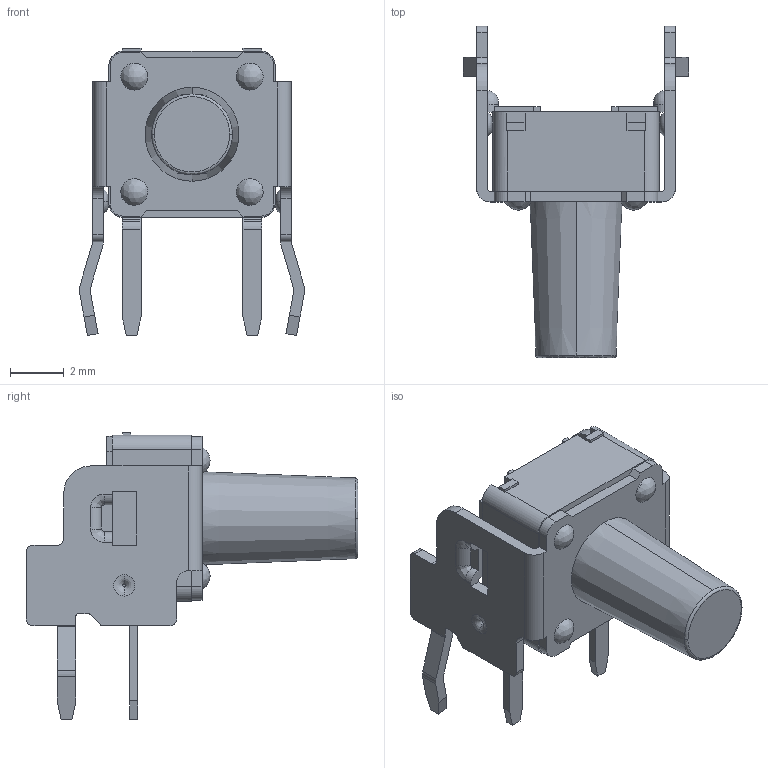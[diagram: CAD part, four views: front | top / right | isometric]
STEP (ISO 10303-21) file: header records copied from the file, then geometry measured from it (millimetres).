
FILE_DESCRIPTION (( 'STEP AP214' ), '1' );
FILE_NAME ('431256083716.STEP', '2025-02-09T12:14:26', ( '' ), ( '' ), 'SwSTEP 2.0', 'SolidWorks 2024', '' );
FILE_SCHEMA (( 'AUTOMOTIVE_DESIGN' ));
Length unit declared in the file: millimetre
Products named in the file (3): bracket; frame; 431256083716
Assembly tree (2 placements, depth 2):
  431256083716
    bracket
    frame
Bounding box: 8.4 x 12.35 x 10.7 mm (x, y, z)
Volume: 167.7 mm3; surface area: 470 mm2
Topology: 1 solids, 2 shells, 290 faces, 804 edges, 532 vertices
Faces by surface type: plane 190, cylinder 76, torus 12, bspline 10, cone 2
Entity records: 10061 total; most frequent: CARTESIAN_POINT 2008, ORIENTED_EDGE 1604, DIRECTION 1546, EDGE_CURVE 804, VECTOR 590, LINE 590, VERTEX_POINT 532, AXIS2_PLACEMENT_3D 478
